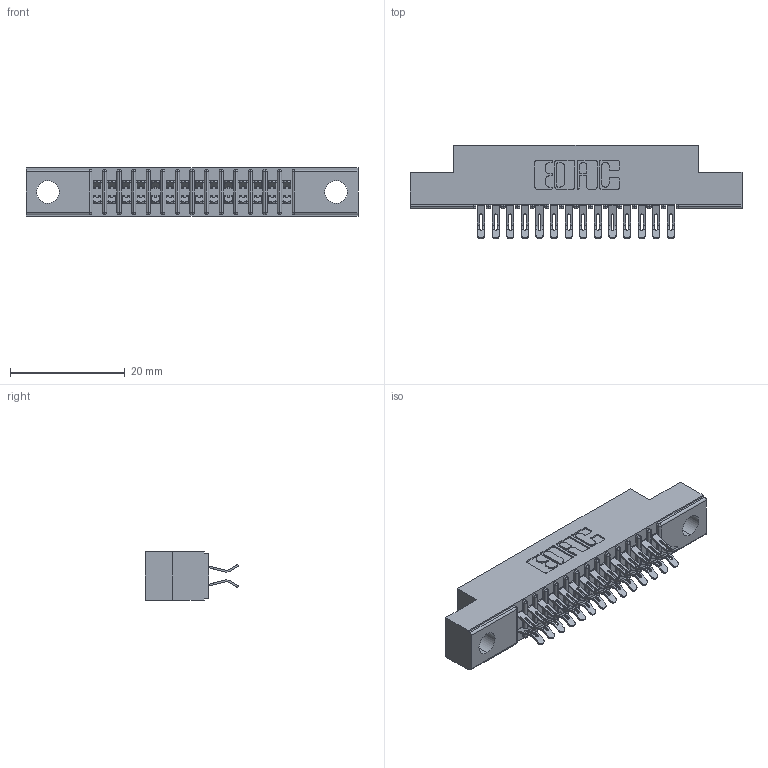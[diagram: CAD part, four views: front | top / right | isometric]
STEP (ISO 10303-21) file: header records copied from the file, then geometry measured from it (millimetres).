
FILE_DESCRIPTION (( 'STEP AP203' ), '1' );
FILE_NAME ('391-028-555-204.STEP', '2018-08-08T21:04:30', ( '' ), ( '' ), 'SwSTEP 2.0', 'SolidWorks 2016', '' );
FILE_SCHEMA (( 'CONFIG_CONTROL_DESIGN' ));
Length unit declared in the file: inch
Products named in the file (3): 341-292-001_341-292-155; 391-028-555-204; 341 Part_.156 (3.96) Dia Mounting Holes
Assembly tree (29 placements, depth 2):
  391-028-555-204
    341 Part_.156 (3.96) Dia Mounting Holes
    341-292-001_341-292-155  x28
Bounding box: 57.78 x 16.31 x 8.38 mm (x, y, z)
Volume: 3241.2 mm3; surface area: 6394.8 mm2
Topology: 29 solids, 29 shells, 2314 faces, 6890 edges, 4486 vertices
Faces by surface type: plane 1258, cylinder 1000, sphere 30, torus 26
Entity records: 21561 total; most frequent: CARTESIAN_POINT 3606, ORIENTED_EDGE 3568, DIRECTION 3502, EDGE_CURVE 1784, LINE 1402, VECTOR 1402, VERTEX_POINT 1138, AXIS2_PLACEMENT_3D 1050
